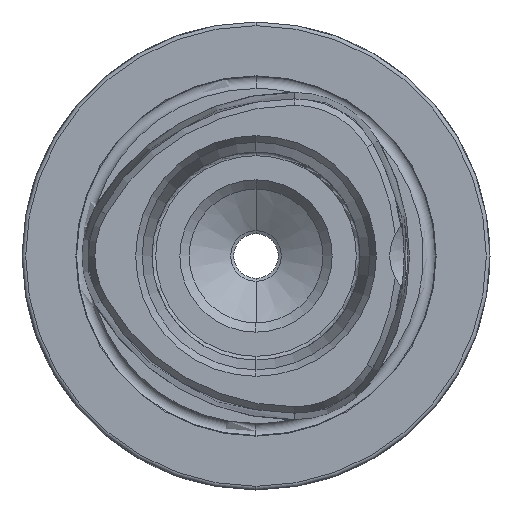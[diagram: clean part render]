
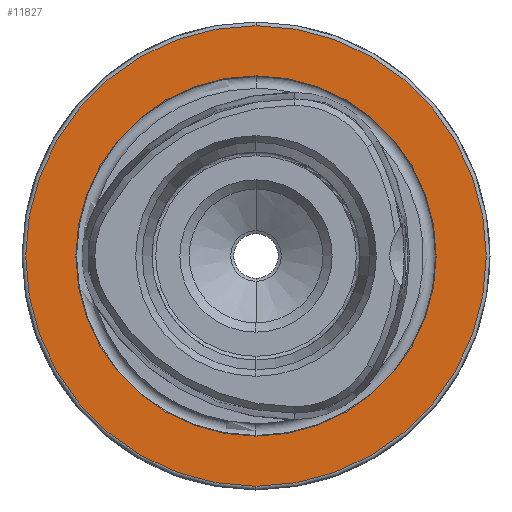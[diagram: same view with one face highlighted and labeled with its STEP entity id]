
A CAD part, left-side view. The second image highlights one B-rep face of the part: STEP entity #11827.
In plain terms, the highlighted planar face has unit normal (-1, 0, 0).
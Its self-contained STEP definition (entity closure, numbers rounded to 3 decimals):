
#355 = CIRCLE ( 'NONE', #10230, 31. ) ;
#359 = CIRCLE ( 'NONE', #10233, 24.25 ) ;
#773 = FACE_OUTER_BOUND ( 'NONE', #8417, .T. ) ;
#774 = FACE_BOUND ( 'NONE', #8418, .T. ) ;
#1700 = DIRECTION ( 'NONE',  ( 1., 0., 0. ) ) ;
#1701 = CARTESIAN_POINT ( 'NONE',  ( 0., 24.25, 0. ) ) ;
#1703 = PLANE ( 'NONE',  #10492 ) ;
#1705 = DIRECTION ( 'NONE',  ( 0., 0., -1. ) ) ;
#3817 = CARTESIAN_POINT ( 'NONE',  ( 0., 0., 0. ) ) ;
#3818 = DIRECTION ( 'NONE',  ( -1., 0., 0. ) ) ;
#3819 = DIRECTION ( 'NONE',  ( 0., 0., 1. ) ) ;
#3831 = CARTESIAN_POINT ( 'NONE',  ( 0., 0., 0. ) ) ;
#3832 = DIRECTION ( 'NONE',  ( -1., 0., 0. ) ) ;
#3833 = DIRECTION ( 'NONE',  ( 0., 0., 1. ) ) ;
#4816 = EDGE_CURVE ( 'NONE', #8325, #8326, #10973, .T. ) ;
#4817 = EDGE_CURVE ( 'NONE', #8328, #8329, #10969, .T. ) ;
#5996 = DIRECTION ( 'NONE',  ( 0., 0., 1. ) ) ;
#5997 = DIRECTION ( 'NONE',  ( -1., 0., 0. ) ) ;
#5998 = CARTESIAN_POINT ( 'NONE',  ( 0., 0., 0. ) ) ;
#6000 = DIRECTION ( 'NONE',  ( 0., 0., 1. ) ) ;
#6001 = DIRECTION ( 'NONE',  ( -1., 0., 0. ) ) ;
#6002 = CARTESIAN_POINT ( 'NONE',  ( 0., 0., 0. ) ) ;
#6900 = CARTESIAN_POINT ( 'NONE',  ( 0., 0., 31. ) ) ;
#6908 = CARTESIAN_POINT ( 'NONE',  ( 0., 0., -24.25 ) ) ;
#6915 = CARTESIAN_POINT ( 'NONE',  ( 0., 0., -31. ) ) ;
#6917 = CARTESIAN_POINT ( 'NONE',  ( 0., 0., 24.25 ) ) ;
#8325 = VERTEX_POINT ( 'NONE', #6915 ) ;
#8326 = VERTEX_POINT ( 'NONE', #6900 ) ;
#8328 = VERTEX_POINT ( 'NONE', #6917 ) ;
#8329 = VERTEX_POINT ( 'NONE', #6908 ) ;
#8417 = EDGE_LOOP ( 'NONE', ( #12671, #12672 ) ) ;
#8418 = EDGE_LOOP ( 'NONE', ( #12669, #12670 ) ) ;
#9759 = EDGE_CURVE ( 'NONE', #8326, #8325, #355, .T. ) ;
#9763 = EDGE_CURVE ( 'NONE', #8329, #8328, #359, .T. ) ;
#9978 = AXIS2_PLACEMENT_3D ( 'NONE', #6002, #6001, #6000 ) ;
#9979 = AXIS2_PLACEMENT_3D ( 'NONE', #5998, #5997, #5996 ) ;
#10230 = AXIS2_PLACEMENT_3D ( 'NONE', #3817, #3818, #3819 ) ;
#10233 = AXIS2_PLACEMENT_3D ( 'NONE', #3831, #3832, #3833 ) ;
#10492 = AXIS2_PLACEMENT_3D ( 'NONE', #1701, #1700, #1705 ) ;
#10969 = CIRCLE ( 'NONE', #9979, 24.25 ) ;
#10973 = CIRCLE ( 'NONE', #9978, 31. ) ;
#11827 = ADVANCED_FACE ( 'NONE', ( #774, #773 ), #1703, .F. ) ;
#12669 = ORIENTED_EDGE ( 'NONE', *, *, #4817, .F. ) ;
#12670 = ORIENTED_EDGE ( 'NONE', *, *, #9763, .F. ) ;
#12671 = ORIENTED_EDGE ( 'NONE', *, *, #9759, .T. ) ;
#12672 = ORIENTED_EDGE ( 'NONE', *, *, #4816, .T. ) ;
